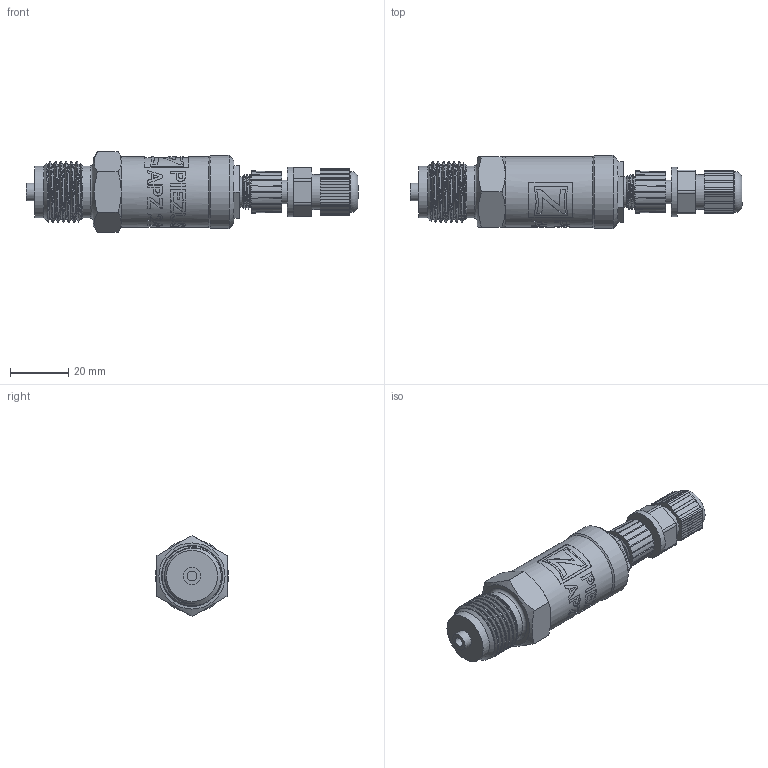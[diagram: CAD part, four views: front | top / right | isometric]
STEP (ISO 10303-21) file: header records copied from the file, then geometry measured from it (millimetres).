
FILE_DESCRIPTION(/* description */ (''),/* implementation_level */ '2;1');
FILE_NAME(/* name */ 'APZ2410_G1''2EN_M12x1-straight.step',/* time_stamp */ '2021-07-19T10:23:00+03:00',/* author */ (''),/* organization */ (''),/* preprocessor_version */ 'ST-DEVELOPER v18.1',/* originating_system */ 'Autodesk Translation Framework v10.9.0.1377',/* authorisation */ '');
FILE_SCHEMA (('AUTOMOTIVE_DESIGN { 1 0 10303 214 3 1 1 }'));
Products named in the file (6): АПЗ 2422 (2412,2410) - filled; G1/2 EN; Адаптер М12х1; M12x1 assembly v4; M12x1 female straight v9; M12x1 male v16
Assembly tree (5 placements, depth 3):
  АПЗ 2422 (2412,2410) - filled
    G1/2 EN
    Адаптер М12х1
    M12x1 assembly v4
      M12x1 female straight v9
      M12x1 male v16
Bounding box: 113.67 x 25 x 27.71 mm (x, y, z)
Volume: 35305.3 mm3; surface area: 15130.1 mm2
Topology: 15 solids, 15 shells, 751 faces, 2021 edges, 1336 vertices
Faces by surface type: bspline 325, plane 252, cylinder 128, cone 40, torus 6
Full cylindrical faces by diameter (mm): 1 x12, 1.5 x4, 3.3 x1, 6 x1, 7.3 x1, 8 x3, 8.2 x1, 10.293 x1, 10.6 x2, 10.741 x6, 11.884 x5, 12 x1, 14 x2, 14.137 x4, 14.526 x7, 15.85 x3, 16.203 x8, 17 x1, 17.5 x1, 17.8 x1, 18.631 x6, 22.15 x2, 22.65 x2, 24 x1, 25 x1
Entity records: 39498 total; most frequent: CARTESIAN_POINT 22783, ORIENTED_EDGE 4042, DIRECTION 2350, EDGE_CURVE 2021, VERTEX_POINT 1336, LINE 932, VECTOR 932, EDGE_LOOP 801
